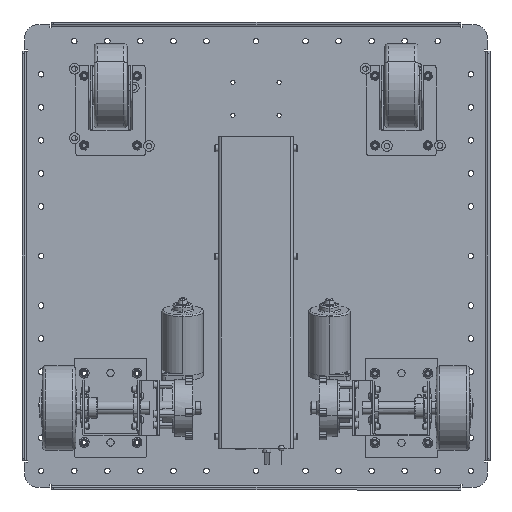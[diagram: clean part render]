
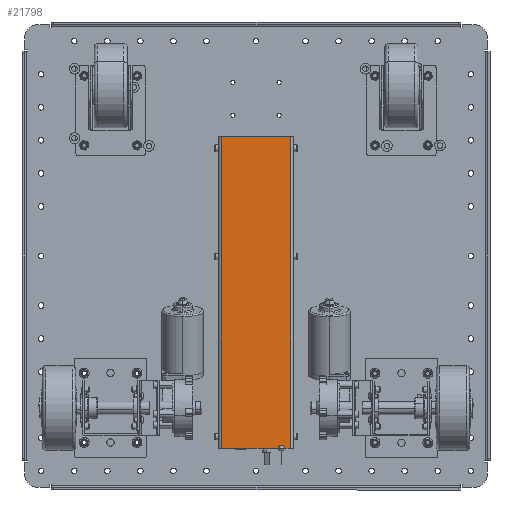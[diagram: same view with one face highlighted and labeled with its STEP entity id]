
A CAD part, front view. The second image highlights one B-rep face of the part: STEP entity #21798.
In plain terms, the highlighted planar face has unit normal (0, -1, 0).
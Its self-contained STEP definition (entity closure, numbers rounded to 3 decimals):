
#538 = CARTESIAN_POINT ( 'NONE',  ( -134.112, -19.894, -478.405 ) ) ;
#1058 = DIRECTION ( 'NONE',  ( 0., -1., 0. ) ) ;
#1548 = DIRECTION ( 'NONE',  ( 1., 0., 0. ) ) ;
#4453 = DIRECTION ( 'NONE',  ( 0., 0., -1. ) ) ;
#6676 = VECTOR ( 'NONE', #44247, 1000. ) ;
#8995 = FACE_OUTER_BOUND ( 'NONE', #44958, .T. ) ;
#9446 = DIRECTION ( 'NONE',  ( 1., 0., 0. ) ) ;
#10666 = EDGE_CURVE ( 'NONE', #80955, #81495, #70078, .T. ) ;
#11945 = LINE ( 'NONE', #60118, #6676 ) ;
#12853 = ORIENTED_EDGE ( 'NONE', *, *, #26715, .T. ) ;
#13211 = AXIS2_PLACEMENT_3D ( 'NONE', #80296, #72303, #88798 ) ;
#15832 = DIRECTION ( 'NONE',  ( 1., 0., 0. ) ) ;
#17408 = EDGE_CURVE ( 'NONE', #81495, #103679, #11945, .T. ) ;
#21341 = VECTOR ( 'NONE', #9446, 1000. ) ;
#21798 = ADVANCED_FACE ( 'NONE', ( #8995 ), #56609, .T. ) ;
#21917 = DIRECTION ( 'NONE',  ( 0., 0., 1. ) ) ;
#23411 = AXIS2_PLACEMENT_3D ( 'NONE', #41937, #34488, #91766 ) ;
#23920 = CARTESIAN_POINT ( 'NONE',  ( -134.112, -19.894, -6.405 ) ) ;
#25278 = CARTESIAN_POINT ( 'NONE',  ( -47.362, -19.894, -478.405 ) ) ;
#26715 = EDGE_CURVE ( 'NONE', #48447, #82388, #62327, .T. ) ;
#27205 = LINE ( 'NONE', #35593, #50587 ) ;
#31195 = CARTESIAN_POINT ( 'NONE',  ( -39.362, -19.894, -477.663 ) ) ;
#34488 = DIRECTION ( 'NONE',  ( 0., -1., 0. ) ) ;
#35593 = CARTESIAN_POINT ( 'NONE',  ( -134.112, -19.894, -6.405 ) ) ;
#36597 = EDGE_CURVE ( 'NONE', #93774, #45862, #55492, .T. ) ;
#38496 = VECTOR ( 'NONE', #66288, 1000. ) ;
#41937 = CARTESIAN_POINT ( 'NONE',  ( -48.112, -19.894, -477.655 ) ) ;
#42355 = ORIENTED_EDGE ( 'NONE', *, *, #73733, .T. ) ;
#42754 = CARTESIAN_POINT ( 'NONE',  ( -29.612, -19.894, -478.405 ) ) ;
#43165 = CARTESIAN_POINT ( 'NONE',  ( -29.612, -19.894, -6.405 ) ) ;
#44247 = DIRECTION ( 'NONE',  ( -1., 0., 0. ) ) ;
#44334 = VERTEX_POINT ( 'NONE', #538 ) ;
#44828 = CIRCLE ( 'NONE', #58378, 4. ) ;
#44958 = EDGE_LOOP ( 'NONE', ( #42355, #58798, #86100, #82282, #101094, #73509, #80786, #12853 ) ) ;
#45739 = CARTESIAN_POINT ( 'NONE',  ( -29.612, -19.894, -478.405 ) ) ;
#45862 = VERTEX_POINT ( 'NONE', #48674 ) ;
#46704 = AXIS2_PLACEMENT_3D ( 'NONE', #48148, #1058, #15832 ) ;
#47184 = EDGE_CURVE ( 'NONE', #45862, #80955, #56796, .T. ) ;
#47685 = CARTESIAN_POINT ( 'NONE',  ( -48.112, -19.894, -478.405 ) ) ;
#48148 = CARTESIAN_POINT ( 'NONE',  ( -43.362, -19.894, -477.705 ) ) ;
#48447 = VERTEX_POINT ( 'NONE', #47685 ) ;
#48674 = CARTESIAN_POINT ( 'NONE',  ( -38.612, -19.894, -478.405 ) ) ;
#48793 = CARTESIAN_POINT ( 'NONE',  ( -47.362, -19.894, -477.663 ) ) ;
#50587 = VECTOR ( 'NONE', #4453, 1000. ) ;
#55492 = CIRCLE ( 'NONE', #13211, 0.75 ) ;
#56609 = PLANE ( 'NONE',  #46704 ) ;
#56796 = LINE ( 'NONE', #64717, #38496 ) ;
#58378 = AXIS2_PLACEMENT_3D ( 'NONE', #59183, #65566, #1548 ) ;
#58798 = ORIENTED_EDGE ( 'NONE', *, *, #36597, .T. ) ;
#59183 = CARTESIAN_POINT ( 'NONE',  ( -43.362, -19.894, -477.705 ) ) ;
#60118 = CARTESIAN_POINT ( 'NONE',  ( -27.612, -19.894, -6.405 ) ) ;
#62327 = CIRCLE ( 'NONE', #23411, 0.75 ) ;
#63653 = EDGE_CURVE ( 'NONE', #44334, #48447, #96799, .T. ) ;
#64717 = CARTESIAN_POINT ( 'NONE',  ( -27.612, -19.894, -478.405 ) ) ;
#65566 = DIRECTION ( 'NONE',  ( 0., 1., 0. ) ) ;
#66288 = DIRECTION ( 'NONE',  ( 1., 0., 0. ) ) ;
#70078 = LINE ( 'NONE', #45739, #94391 ) ;
#72303 = DIRECTION ( 'NONE',  ( 0., -1., 0. ) ) ;
#73509 = ORIENTED_EDGE ( 'NONE', *, *, #95309, .T. ) ;
#73733 = EDGE_CURVE ( 'NONE', #82388, #93774, #44828, .T. ) ;
#80296 = CARTESIAN_POINT ( 'NONE',  ( -38.612, -19.894, -477.655 ) ) ;
#80786 = ORIENTED_EDGE ( 'NONE', *, *, #63653, .T. ) ;
#80955 = VERTEX_POINT ( 'NONE', #42754 ) ;
#81495 = VERTEX_POINT ( 'NONE', #43165 ) ;
#82282 = ORIENTED_EDGE ( 'NONE', *, *, #10666, .T. ) ;
#82388 = VERTEX_POINT ( 'NONE', #48793 ) ;
#86100 = ORIENTED_EDGE ( 'NONE', *, *, #47184, .T. ) ;
#88798 = DIRECTION ( 'NONE',  ( 1., 0., 0. ) ) ;
#91766 = DIRECTION ( 'NONE',  ( 1., 0., 0. ) ) ;
#93774 = VERTEX_POINT ( 'NONE', #31195 ) ;
#94391 = VECTOR ( 'NONE', #21917, 1000. ) ;
#95309 = EDGE_CURVE ( 'NONE', #103679, #44334, #27205, .T. ) ;
#96799 = LINE ( 'NONE', #25278, #21341 ) ;
#101094 = ORIENTED_EDGE ( 'NONE', *, *, #17408, .T. ) ;
#103679 = VERTEX_POINT ( 'NONE', #23920 ) ;
